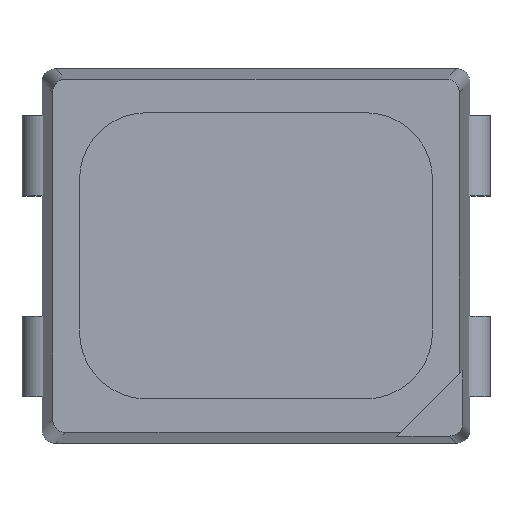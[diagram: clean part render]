
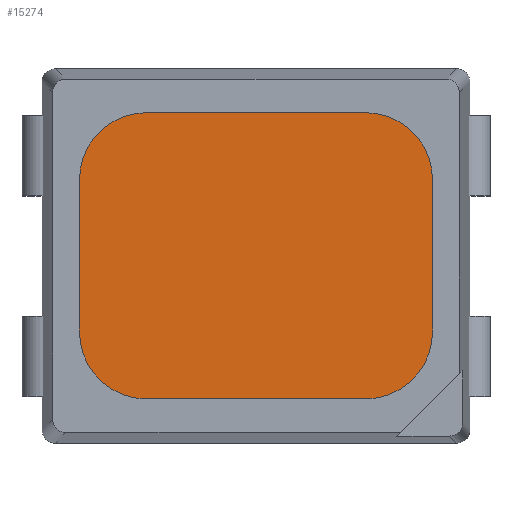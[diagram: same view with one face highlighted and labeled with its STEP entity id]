
A CAD part, top view. The second image highlights one B-rep face of the part: STEP entity #15274.
In plain terms, the highlighted planar face has unit normal (0, 0, 1).
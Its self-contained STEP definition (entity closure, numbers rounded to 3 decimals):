
#585 = VERTEX_POINT ( 'NONE', #18155 ) ;
#593 = CARTESIAN_POINT ( 'NONE',  ( -1.32, 0.57, 0.9 ) ) ;
#833 = DIRECTION ( 'NONE',  ( 0., 0., 1. ) ) ;
#891 = ORIENTED_EDGE ( 'NONE', *, *, #3748, .T. ) ;
#899 = DIRECTION ( 'NONE',  ( 1., 0., 0. ) ) ;
#1260 = DIRECTION ( 'NONE',  ( 1., 0., 0. ) ) ;
#1330 = EDGE_CURVE ( 'NONE', #9373, #8311, #4087, .T. ) ;
#1794 = CIRCLE ( 'NONE', #12210, 0.5 ) ;
#1958 = DIRECTION ( 'NONE',  ( 0., 0., 1. ) ) ;
#2295 = VERTEX_POINT ( 'NONE', #11946 ) ;
#2546 = DIRECTION ( 'NONE',  ( 1., 0., 0. ) ) ;
#3735 = VECTOR ( 'NONE', #15828, 1000. ) ;
#3748 = EDGE_CURVE ( 'NONE', #5830, #9373, #10183, .T. ) ;
#4087 = CIRCLE ( 'NONE', #12702, 0.5 ) ;
#4192 = CARTESIAN_POINT ( 'NONE',  ( -0.82, -1.07, 0.9 ) ) ;
#4253 = VERTEX_POINT ( 'NONE', #16171 ) ;
#4500 = ORIENTED_EDGE ( 'NONE', *, *, #16651, .T. ) ;
#5010 = AXIS2_PLACEMENT_3D ( 'NONE', #12091, #1958, #899 ) ;
#5042 = ORIENTED_EDGE ( 'NONE', *, *, #12765, .T. ) ;
#5409 = LINE ( 'NONE', #4192, #17951 ) ;
#5577 = CARTESIAN_POINT ( 'NONE',  ( 0.82, 1.07, 0.9 ) ) ;
#5770 = ORIENTED_EDGE ( 'NONE', *, *, #5965, .T. ) ;
#5830 = VERTEX_POINT ( 'NONE', #5577 ) ;
#5965 = EDGE_CURVE ( 'NONE', #17962, #2295, #15066, .T. ) ;
#7289 = FACE_OUTER_BOUND ( 'NONE', #9940, .T. ) ;
#7737 = AXIS2_PLACEMENT_3D ( 'NONE', #11384, #16943, #14012 ) ;
#8240 = CARTESIAN_POINT ( 'NONE',  ( -0.82, 0.57, 0.9 ) ) ;
#8311 = VERTEX_POINT ( 'NONE', #11701 ) ;
#8445 = CARTESIAN_POINT ( 'NONE',  ( 0.82, -1.07, 0.9 ) ) ;
#8833 = EDGE_CURVE ( 'NONE', #16767, #17962, #13408, .T. ) ;
#9360 = DIRECTION ( 'NONE',  ( 0., -1., 0. ) ) ;
#9373 = VERTEX_POINT ( 'NONE', #15825 ) ;
#9477 = AXIS2_PLACEMENT_3D ( 'NONE', #18309, #15079, #9652 ) ;
#9626 = DIRECTION ( 'NONE',  ( 0., 0., 1. ) ) ;
#9652 = DIRECTION ( 'NONE',  ( 1., 0., 0. ) ) ;
#9940 = EDGE_LOOP ( 'NONE', ( #16843, #4500, #5042, #12676, #13110, #5770, #13979, #891 ) ) ;
#9971 = VECTOR ( 'NONE', #14713, 1000. ) ;
#10183 = LINE ( 'NONE', #18317, #3735 ) ;
#11384 = CARTESIAN_POINT ( 'NONE',  ( 0.82, -0.57, 0.9 ) ) ;
#11701 = CARTESIAN_POINT ( 'NONE',  ( -1.32, 0.57, 0.9 ) ) ;
#11879 = LINE ( 'NONE', #593, #14620 ) ;
#11946 = CARTESIAN_POINT ( 'NONE',  ( 1.32, 0.57, 0.9 ) ) ;
#12091 = CARTESIAN_POINT ( 'NONE',  ( -0.82, 0.57, 0.9 ) ) ;
#12210 = AXIS2_PLACEMENT_3D ( 'NONE', #13913, #833, #2546 ) ;
#12568 = CARTESIAN_POINT ( 'NONE',  ( 1.32, -0.57, 0.9 ) ) ;
#12676 = ORIENTED_EDGE ( 'NONE', *, *, #17961, .T. ) ;
#12702 = AXIS2_PLACEMENT_3D ( 'NONE', #8240, #9626, #15632 ) ;
#12765 = EDGE_CURVE ( 'NONE', #4253, #585, #15155, .T. ) ;
#13110 = ORIENTED_EDGE ( 'NONE', *, *, #8833, .T. ) ;
#13408 = CIRCLE ( 'NONE', #7737, 0.5 ) ;
#13913 = CARTESIAN_POINT ( 'NONE',  ( 0.82, 0.57, 0.9 ) ) ;
#13979 = ORIENTED_EDGE ( 'NONE', *, *, #17056, .T. ) ;
#14012 = DIRECTION ( 'NONE',  ( 1., 0., 0. ) ) ;
#14561 = PLANE ( 'NONE',  #5010 ) ;
#14620 = VECTOR ( 'NONE', #9360, 1000. ) ;
#14713 = DIRECTION ( 'NONE',  ( 0., 1., 0. ) ) ;
#15066 = LINE ( 'NONE', #16144, #9971 ) ;
#15079 = DIRECTION ( 'NONE',  ( 0., 0., 1. ) ) ;
#15155 = CIRCLE ( 'NONE', #9477, 0.5 ) ;
#15274 = ADVANCED_FACE ( 'NONE', ( #7289 ), #14561, .T. ) ;
#15632 = DIRECTION ( 'NONE',  ( 1., 0., 0. ) ) ;
#15825 = CARTESIAN_POINT ( 'NONE',  ( -0.82, 1.07, 0.9 ) ) ;
#15828 = DIRECTION ( 'NONE',  ( -1., 0., 0. ) ) ;
#16144 = CARTESIAN_POINT ( 'NONE',  ( 1.32, -0.57, 0.9 ) ) ;
#16171 = CARTESIAN_POINT ( 'NONE',  ( -1.32, -0.57, 0.9 ) ) ;
#16651 = EDGE_CURVE ( 'NONE', #8311, #4253, #11879, .T. ) ;
#16767 = VERTEX_POINT ( 'NONE', #8445 ) ;
#16843 = ORIENTED_EDGE ( 'NONE', *, *, #1330, .T. ) ;
#16943 = DIRECTION ( 'NONE',  ( 0., 0., 1. ) ) ;
#17056 = EDGE_CURVE ( 'NONE', #2295, #5830, #1794, .T. ) ;
#17951 = VECTOR ( 'NONE', #1260, 1000. ) ;
#17961 = EDGE_CURVE ( 'NONE', #585, #16767, #5409, .T. ) ;
#17962 = VERTEX_POINT ( 'NONE', #12568 ) ;
#18155 = CARTESIAN_POINT ( 'NONE',  ( -0.82, -1.07, 0.9 ) ) ;
#18309 = CARTESIAN_POINT ( 'NONE',  ( -0.82, -0.57, 0.9 ) ) ;
#18317 = CARTESIAN_POINT ( 'NONE',  ( 0.82, 1.07, 0.9 ) ) ;
